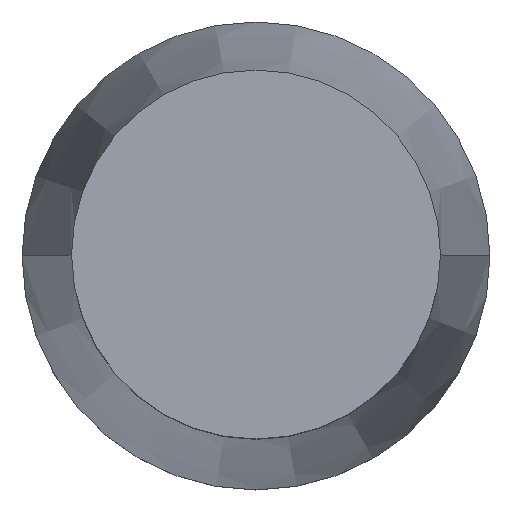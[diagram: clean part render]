
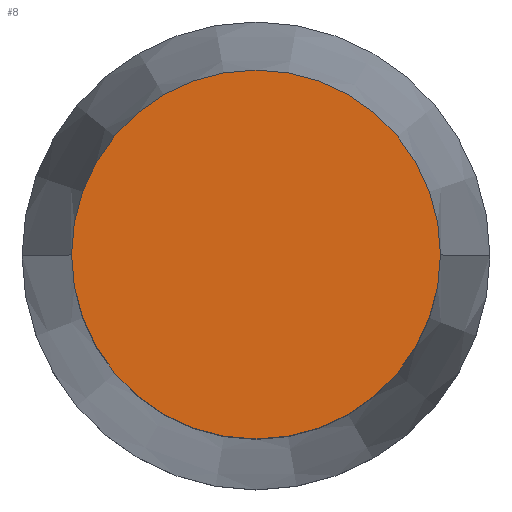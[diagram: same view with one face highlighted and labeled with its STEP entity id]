
A CAD part, top view. The second image highlights one B-rep face of the part: STEP entity #8.
In plain terms, the highlighted planar face has unit normal (0, 0, 1).
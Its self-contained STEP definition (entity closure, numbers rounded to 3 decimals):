
#8 = ADVANCED_FACE ( 'NONE', ( #98 ), #167, .F. ) ;
#59 = CARTESIAN_POINT ( 'NONE',  ( -10.25, 0., 0. ) ) ;
#77 = DIRECTION ( 'NONE',  ( 1., 0., 0. ) ) ;
#94 = VERTEX_POINT ( 'NONE', #59 ) ;
#98 = FACE_OUTER_BOUND ( 'NONE', #692, .T. ) ;
#167 = PLANE ( 'NONE',  #736 ) ;
#168 = ORIENTED_EDGE ( 'NONE', *, *, #487, .T. ) ;
#194 = DIRECTION ( 'NONE',  ( 0., 0., 1. ) ) ;
#221 = DIRECTION ( 'NONE',  ( -1., 0., 0. ) ) ;
#234 = EDGE_CURVE ( 'NONE', #94, #257, #651, .T. ) ;
#257 = VERTEX_POINT ( 'NONE', #643 ) ;
#277 = CIRCLE ( 'NONE', #494, 10.25 ) ;
#287 = CARTESIAN_POINT ( 'NONE',  ( 0., 0., 0. ) ) ;
#329 = DIRECTION ( 'NONE',  ( 0., 0., 1. ) ) ;
#430 = CARTESIAN_POINT ( 'NONE',  ( 0., 0., 0. ) ) ;
#487 = EDGE_CURVE ( 'NONE', #257, #94, #277, .T. ) ;
#494 = AXIS2_PLACEMENT_3D ( 'NONE', #730, #329, #724 ) ;
#635 = AXIS2_PLACEMENT_3D ( 'NONE', #430, #194, #77 ) ;
#643 = CARTESIAN_POINT ( 'NONE',  ( 10.25, 0., 0. ) ) ;
#651 = CIRCLE ( 'NONE', #635, 10.25 ) ;
#682 = DIRECTION ( 'NONE',  ( 0., 0., -1. ) ) ;
#687 = ORIENTED_EDGE ( 'NONE', *, *, #234, .T. ) ;
#692 = EDGE_LOOP ( 'NONE', ( #168, #687 ) ) ;
#724 = DIRECTION ( 'NONE',  ( 1., 0., 0. ) ) ;
#730 = CARTESIAN_POINT ( 'NONE',  ( 0., 0., 0. ) ) ;
#736 = AXIS2_PLACEMENT_3D ( 'NONE', #287, #682, #221 ) ;
